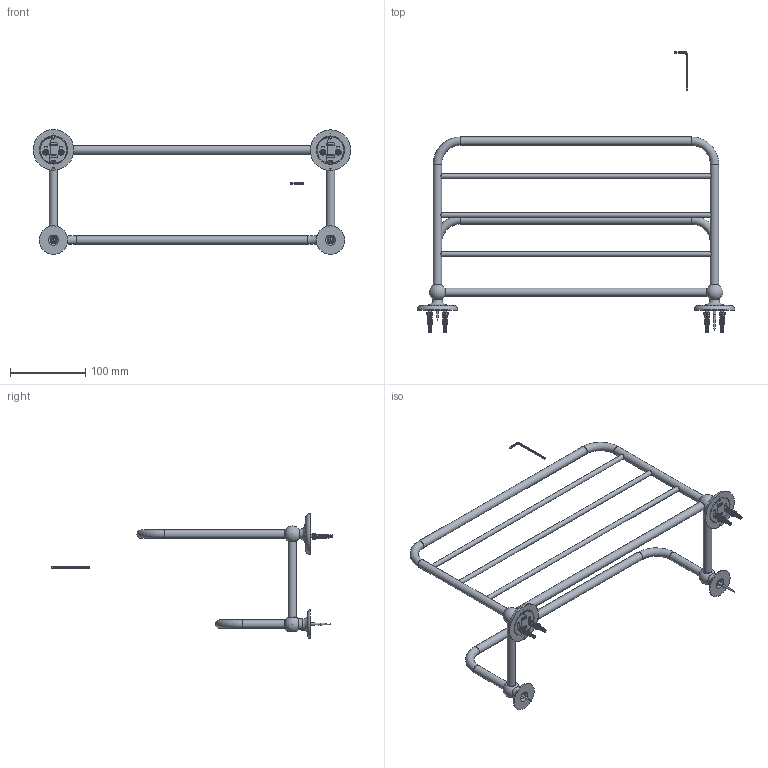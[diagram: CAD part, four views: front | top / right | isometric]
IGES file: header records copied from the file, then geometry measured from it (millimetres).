
Global section: file name: No Iges File Name specified; native system: Autodesk Inventor 2012; preprocessor: AutoDesk Inventor Iges Exporter R2012; author: sbajwa; date: 20130211.101239; units: millimetre
Bounding box: 422 x 373.28 x 166.01 mm (x, y, z)
Volume: 264766.3 mm3; surface area: 128916.9 mm2
Topology: 35 solids, 35 shells, 1312 faces, 3678 edges, 2410 vertices
Faces by surface type: plane 948, revolution 180, cylinder 90, cone 56, bspline 22, torus 12, sphere 4
Full cylindrical faces by diameter (mm): 3.6 x2, 3.92 x4, 4 x4, 4.773 x2, 6 x4, 6.35 x3, 8.2 x4, 11.113 x9, 14.5 x2, 38 x2, 54 x2
